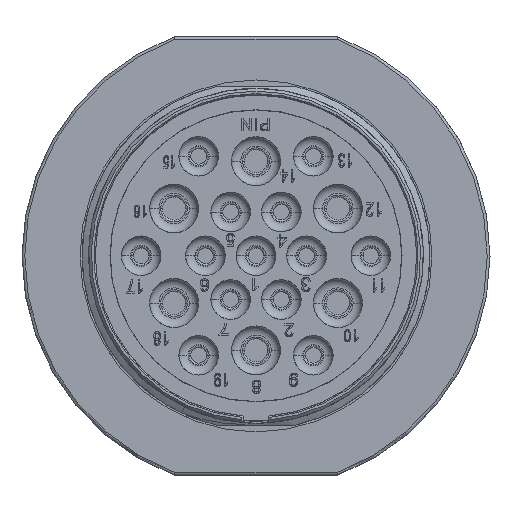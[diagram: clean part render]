
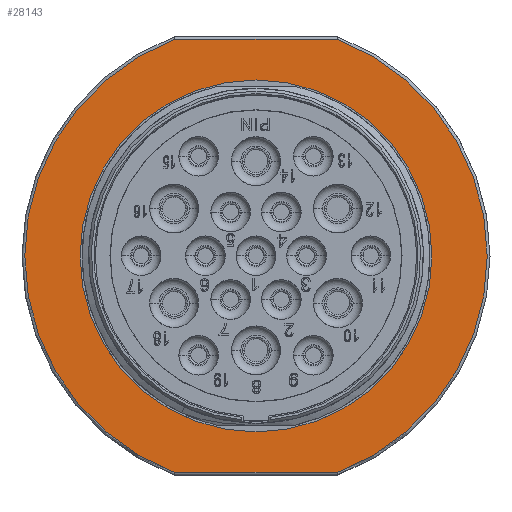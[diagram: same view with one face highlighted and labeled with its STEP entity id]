
A CAD part, top view. The second image highlights one B-rep face of the part: STEP entity #28143.
In plain terms, the highlighted planar face has unit normal (0, 0, 1).
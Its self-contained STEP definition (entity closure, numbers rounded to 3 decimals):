
#831=CARTESIAN_POINT('',(0.,0.,15.4));
#832=DIRECTION('',(0.,0.,-1.));
#833=DIRECTION('',(-0.351,-0.936,0.));
#834=AXIS2_PLACEMENT_3D('',#831,#832,#833);
#836=CARTESIAN_POINT('',(0.,0.,15.4));
#837=DIRECTION('',(0.,0.,-1.));
#838=DIRECTION('',(-1.,0.001,0.));
#839=AXIS2_PLACEMENT_3D('',#836,#837,#838);
#841=CARTESIAN_POINT('',(0.,0.,15.4));
#842=DIRECTION('',(0.,0.,-1.));
#843=DIRECTION('',(0.351,0.936,0.));
#844=AXIS2_PLACEMENT_3D('',#841,#842,#843);
#846=CARTESIAN_POINT('',(0.,0.,15.4));
#847=DIRECTION('',(0.,0.,-1.));
#848=DIRECTION('',(1.,-0.001,0.));
#849=AXIS2_PLACEMENT_3D('',#846,#847,#848);
#851=CARTESIAN_POINT('',(0.,0.,15.4));
#852=DIRECTION('',(0.,0.,1.));
#853=DIRECTION('',(-1.,0.,0.));
#854=AXIS2_PLACEMENT_3D('',#851,#852,#853);
#856=CARTESIAN_POINT('',(0.,0.,15.4));
#857=DIRECTION('',(0.,0.,1.));
#858=DIRECTION('',(1.,0.,0.));
#859=AXIS2_PLACEMENT_3D('',#856,#857,#858);
#891=DIRECTION('',(1.,0.,0.));
#892=VECTOR('',#891,17.636);
#893=CARTESIAN_POINT('',(-8.818,-23.5,15.4));
#894=LINE('',#893,#892);
#929=DIRECTION('',(-1.,0.,0.));
#930=VECTOR('',#929,17.636);
#931=CARTESIAN_POINT('',(8.818,23.5,15.4));
#932=LINE('',#931,#930);
#23496=CARTESIAN_POINT('',(-25.1,0.023,15.4));
#23497=CARTESIAN_POINT('',(-8.818,23.5,15.4));
#23498=VERTEX_POINT('',#23496);
#23499=VERTEX_POINT('',#23497);
#23500=CARTESIAN_POINT('',(-8.818,-23.5,15.4));
#23501=VERTEX_POINT('',#23500);
#23502=CARTESIAN_POINT('',(8.818,23.5,15.4));
#23503=VERTEX_POINT('',#23502);
#23504=CARTESIAN_POINT('',(25.1,-0.023,15.4));
#23505=CARTESIAN_POINT('',(8.818,-23.5,15.4));
#23506=VERTEX_POINT('',#23504);
#23507=VERTEX_POINT('',#23505);
#27523=CARTESIAN_POINT('',(-19.1,0.,15.4));
#27524=CARTESIAN_POINT('',(19.1,0.,15.4));
#27525=VERTEX_POINT('',#27523);
#27526=VERTEX_POINT('',#27524);
#28119=CARTESIAN_POINT('',(0.,0.,15.4));
#28120=DIRECTION('',(0.,0.,-1.));
#28121=DIRECTION('',(0.,-1.,0.));
#28122=AXIS2_PLACEMENT_3D('',#28119,#28120,#28121);
#28123=PLANE('',#28122);
#28125=ORIENTED_EDGE('',*,*,#28124,.T.);
#28127=ORIENTED_EDGE('',*,*,#28126,.T.);
#28129=ORIENTED_EDGE('',*,*,#28128,.F.);
#28131=ORIENTED_EDGE('',*,*,#28130,.T.);
#28133=ORIENTED_EDGE('',*,*,#28132,.T.);
#28135=ORIENTED_EDGE('',*,*,#28134,.F.);
#28136=EDGE_LOOP('',(#28125,#28127,#28129,#28131,#28133,#28135));
#28137=FACE_OUTER_BOUND('',#28136,.F.);
#28138=ORIENTED_EDGE('',*,*,#28109,.T.);
#28140=ORIENTED_EDGE('',*,*,#28139,.T.);
#28141=EDGE_LOOP('',(#28138,#28140));
#28142=FACE_BOUND('',#28141,.F.);
#28143=ADVANCED_FACE('',(#28137,#28142),#28123,.F.);
#835=CIRCLE('',#834,25.1);
#840=CIRCLE('',#839,25.1);
#845=CIRCLE('',#844,25.1);
#850=CIRCLE('',#849,25.1);
#855=CIRCLE('',#854,19.1);
#860=CIRCLE('',#859,19.1);
#28109=EDGE_CURVE('',#27525,#27526,#855,.T.);
#28124=EDGE_CURVE('',#23501,#23498,#835,.T.);
#28126=EDGE_CURVE('',#23498,#23499,#840,.T.);
#28128=EDGE_CURVE('',#23503,#23499,#932,.T.);
#28130=EDGE_CURVE('',#23503,#23506,#845,.T.);
#28132=EDGE_CURVE('',#23506,#23507,#850,.T.);
#28134=EDGE_CURVE('',#23501,#23507,#894,.T.);
#28139=EDGE_CURVE('',#27526,#27525,#860,.T.);
